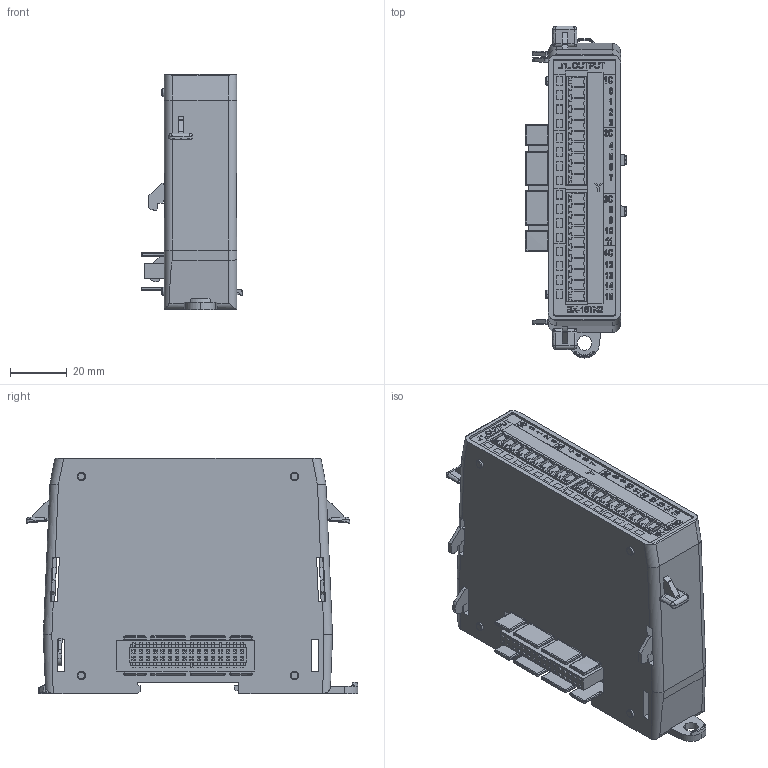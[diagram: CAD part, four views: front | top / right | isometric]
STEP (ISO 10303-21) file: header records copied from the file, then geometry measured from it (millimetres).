
FILE_DESCRIPTION (( 'STEP AP214' ), '1' );
FILE_NAME ('BX-16TN2.STEP', '2025-04-22T23:01:22', ( '' ), ( '' ), 'SwSTEP 2.0', 'SolidWorks 2024', '' );
FILE_SCHEMA (( 'AUTOMOTIVE_DESIGN' ));
Length unit declared in the file: inch
Products named in the file (1): BX-16TN2
Bounding box: 35.62 x 116.5 x 82.55 mm (x, y, z)
Volume: 190088.8 mm3; surface area: 47036 mm2
Topology: 87 solids, 96 shells, 5190 faces, 13789 edges, 8868 vertices
Faces by surface type: plane 3327, bspline 1066, cylinder 659, torus 75, cone 35, sphere 28
Entity records: 180533 total; most frequent: CARTESIAN_POINT 58495, ORIENTED_EDGE 27514, DIRECTION 20247, EDGE_CURVE 13757, LINE 10151, VECTOR 10151, VERTEX_POINT 8864, EDGE_LOOP 5701
